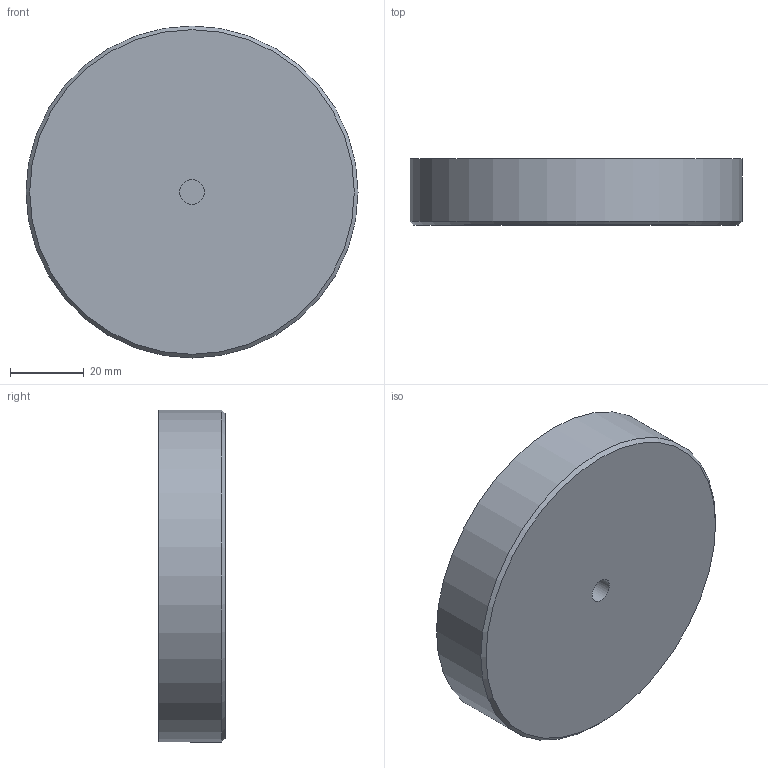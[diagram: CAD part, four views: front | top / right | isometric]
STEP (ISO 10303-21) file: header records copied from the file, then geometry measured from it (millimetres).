
FILE_DESCRIPTION(/* description */ (''),/* implementation_level */ '2;1');
FILE_NAME(/* name */ 'DIA90.stp',/* time_stamp */ '2024-06-26T15:45:59+04:00',/* author */ ('Francois'),/* organization */ (''),/* preprocessor_version */ 'ST-DEVELOPER v19.2',/* originating_system */ 'Autodesk Inventor 2023',/* authorisation */ '');
FILE_SCHEMA (('AUTOMOTIVE_DESIGN { 1 0 10303 214 3 1 1 }'));
Length unit declared in the file: millimetre
Products named in the file (1): Pièce5
Bounding box: 90 x 18 x 90 mm (x, y, z)
Volume: 111910.3 mm3; surface area: 18796.1 mm2
Topology: 1 solids, 1 shells, 14 faces, 24 edges, 15 vertices
Faces by surface type: cone 6, plane 5, cylinder 2, torus 1
Full cylindrical faces by diameter (mm): 6.647 x1, 90 x1
Entity records: 377 total; most frequent: DIRECTION 68, CARTESIAN_POINT 53, ORIENTED_EDGE 46, AXIS2_PLACEMENT_3D 30, EDGE_CURVE 23, EDGE_LOOP 18, CIRCLE 15, VERTEX_POINT 15
